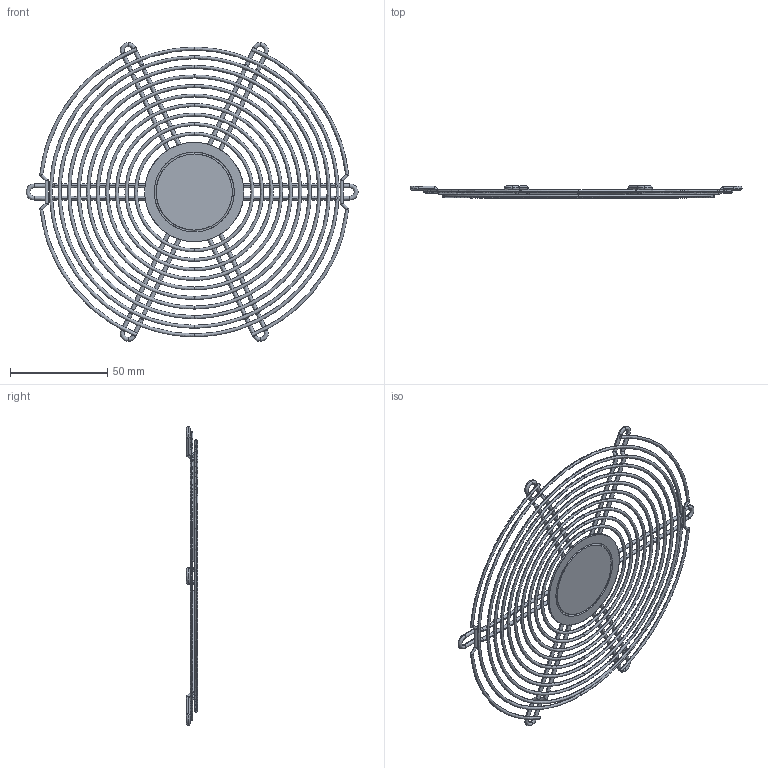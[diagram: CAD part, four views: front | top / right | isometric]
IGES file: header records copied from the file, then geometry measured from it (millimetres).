
Start section: SolidWorks IGES file using analytic representation for surfaces
Global section: file name: SC100-W46-REVISED.IGS; native system: SolidWorks 2012; preprocessor: SolidWorks 2012; author: ripudaman.singh; date: 121101.110201; units: millimetre
Bounding box: 170.3 x 6 x 153.31 mm (x, y, z)
Surface area: 27124.2 mm2 (no closed solid volume)
Topology: 0 solids, 0 shells, 178 faces, 2661 edges, 2664 vertices
Faces by surface type: bspline 104, revolution 74
